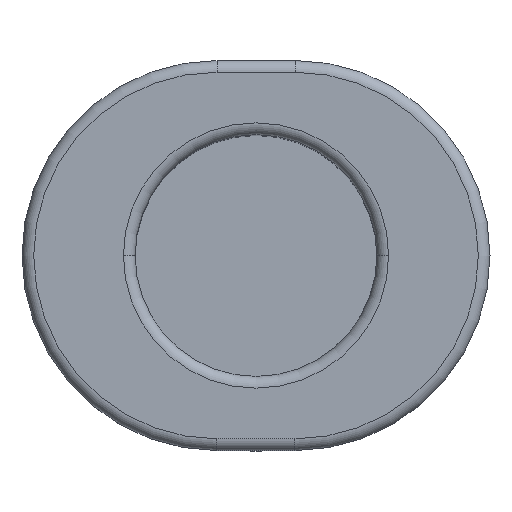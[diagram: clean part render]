
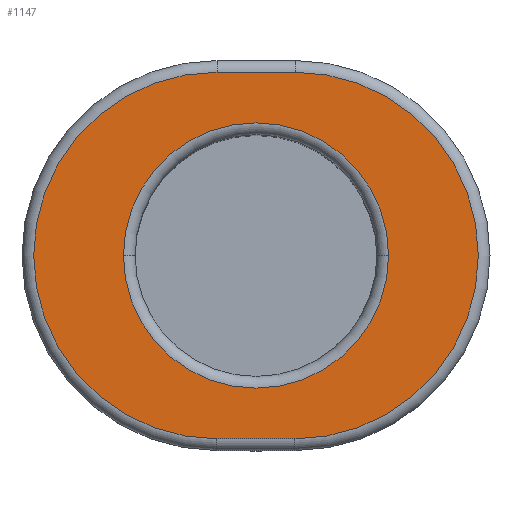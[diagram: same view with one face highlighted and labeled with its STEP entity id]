
A CAD part, top view. The second image highlights one B-rep face of the part: STEP entity #1147.
In plain terms, the highlighted planar face has unit normal (0, 0, 1).
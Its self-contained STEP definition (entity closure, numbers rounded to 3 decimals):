
#773=CARTESIAN_POINT('',(3.4,0.,9.75));
#774=VERTEX_POINT('',#773);
#782=CARTESIAN_POINT('',(-3.4,0.,9.75));
#783=VERTEX_POINT('',#782);
#784=CARTESIAN_POINT('',(0.0,0.,9.75));
#785=DIRECTION('',(0.0,0.0,1.0));
#786=DIRECTION('',(1.0,0.0,0.0));
#787=AXIS2_PLACEMENT_3D('',#784,#785,#786);
#788=CIRCLE('',#787,3.4);
#789=EDGE_CURVE('',#774,#783,#788,.T.);
#943=CARTESIAN_POINT('',(1.,4.7,9.75));
#944=VERTEX_POINT('',#943);
#945=CARTESIAN_POINT('',(1.0,-4.7,9.75));
#946=VERTEX_POINT('',#945);
#947=CARTESIAN_POINT('',(1.0,0.,9.75));
#948=DIRECTION('',(0.,0.,-1.0));
#949=DIRECTION('',(1.0,0.,0.));
#950=AXIS2_PLACEMENT_3D('',#947,#948,#949);
#951=CIRCLE('',#950,4.7);
#952=EDGE_CURVE('',#944,#946,#951,.T.);
#987=CARTESIAN_POINT('',(-1.0,-4.7,9.75));
#988=VERTEX_POINT('',#987);
#989=CARTESIAN_POINT('',(1.0,-4.7,9.75));
#990=DIRECTION('',(-1.0,0.0,0.0));
#991=VECTOR('',#990,2.0);
#992=LINE('',#989,#991);
#993=EDGE_CURVE('',#946,#988,#992,.T.);
#1027=CARTESIAN_POINT('',(-1.,4.7,9.75));
#1028=VERTEX_POINT('',#1027);
#1036=CARTESIAN_POINT('',(-1.,4.7,9.75));
#1037=DIRECTION('',(1.0,0.0,0.0));
#1038=VECTOR('',#1037,2.);
#1039=LINE('',#1036,#1038);
#1040=EDGE_CURVE('',#1028,#944,#1039,.T.);
#1051=CARTESIAN_POINT('',(-1.0,0.,9.75));
#1052=DIRECTION('',(0.0,0.0,-1.0));
#1053=DIRECTION('',(-1.0,0.0,0.0));
#1054=AXIS2_PLACEMENT_3D('',#1051,#1052,#1053);
#1055=CIRCLE('',#1054,4.7);
#1056=EDGE_CURVE('',#988,#1028,#1055,.T.);
#1126=CARTESIAN_POINT('',(0.,0.,9.75));
#1127=DIRECTION('',(0.0,0.0,-1.0));
#1128=DIRECTION('',(1.0,0.0,0.0));
#1129=AXIS2_PLACEMENT_3D('',#1126,#1127,#1128);
#1130=PLANE('',#1129);
#1131=ORIENTED_EDGE('',*,*,#952,.F.);
#1132=ORIENTED_EDGE('',*,*,#1040,.F.);
#1133=ORIENTED_EDGE('',*,*,#1056,.F.);
#1134=ORIENTED_EDGE('',*,*,#993,.F.);
#1135=EDGE_LOOP('',(#1131,#1132,#1133,#1134));
#1136=FACE_OUTER_BOUND('',#1135,.T.);
#1137=CARTESIAN_POINT('',(0.0,0.,9.75));
#1138=DIRECTION('',(0.0,0.0,1.0));
#1139=DIRECTION('',(1.0,0.0,0.0));
#1140=AXIS2_PLACEMENT_3D('',#1137,#1138,#1139);
#1141=CIRCLE('',#1140,3.4);
#1142=EDGE_CURVE('',#783,#774,#1141,.T.);
#1143=ORIENTED_EDGE('',*,*,#1142,.F.);
#1144=ORIENTED_EDGE('',*,*,#789,.F.);
#1145=EDGE_LOOP('',(#1143,#1144));
#1146=FACE_BOUND('',#1145,.T.);
#1147=ADVANCED_FACE('',(#1136,#1146),#1130,.F.);
